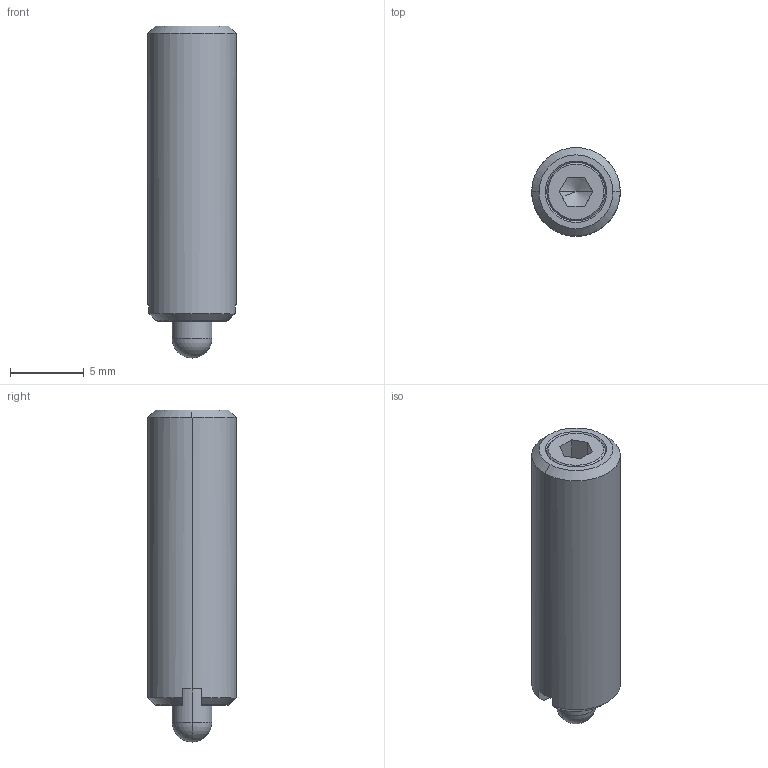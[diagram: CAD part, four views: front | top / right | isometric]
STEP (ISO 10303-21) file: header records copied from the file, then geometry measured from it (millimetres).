
FILE_DESCRIPTION(('STEP AP214'),'1');
FILE_NAME('HALDERN_EH_22060_0006.stp','2020-04-22T11:24:40',('TraceParts'),('TraceParts S.A.'),'Spatial InterOp 3D',' ',' ');
FILE_SCHEMA(('AUTOMOTIVE_DESIGN { 1 0 10303 214 1 1 1 1 }'));
Length unit declared in the file: millimetre
Products named in the file (1): HALDERN_EH_22060_0006_1
Bounding box: 6 x 6 x 22.5 mm (x, y, z)
Volume: 614.7 mm3; surface area: 555 mm2
Topology: 2 solids, 2 shells, 39 faces, 94 edges, 58 vertices
Faces by surface type: plane 17, cone 12, cylinder 8, sphere 2
Entity records: 2184 total; most frequent: CARTESIAN_POINT 217, DIRECTION 192, STYLED_ITEM 189, PRESENTATION_STYLE_ASSIGNMENT 189, COLOUR_RGB 189, ORIENTED_EDGE 180, EDGE_CURVE 90, CURVE_STYLE 90
